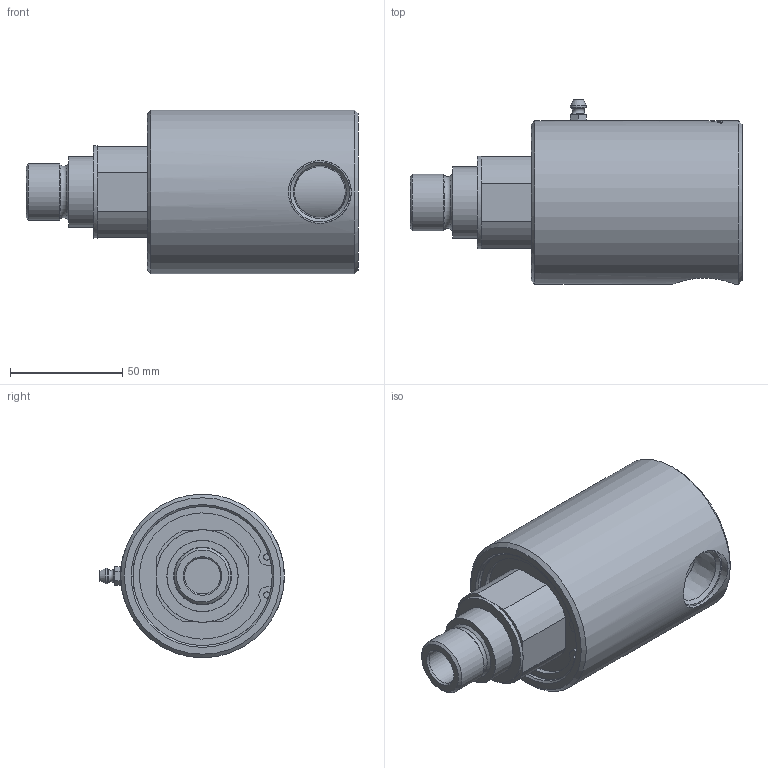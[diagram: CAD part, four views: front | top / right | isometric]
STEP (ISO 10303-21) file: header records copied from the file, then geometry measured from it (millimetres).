
FILE_DESCRIPTION(/* description */ (''),/* implementation_level */ '2;1');
FILE_NAME(/* name */ '250-094-017-IC.stp',/* time_stamp */ '2020-05-19T09:38:04-05:00',/* author */ ('GALINDOLM'),/* organization */ (''),/* preprocessor_version */ 'ST-DEVELOPER v18',/* originating_system */ 'Autodesk Inventor 2020',/* authorisation */ '');
FILE_SCHEMA (('AUTOMOTIVE_DESIGN { 1 0 10303 214 3 1 1 }'));
Products named in the file (1): 250-094-017-IC
Bounding box: 148.1 x 82.38 x 73 mm (x, y, z)
Volume: 418035.3 mm3; surface area: 43719 mm2
Topology: 1 solids, 3 shells, 373 faces, 980 edges, 655 vertices
Faces by surface type: bspline 166, plane 128, cylinder 57, cone 18, torus 4
Full cylindrical faces by diameter (mm): 2.794 x2, 5.359 x1, 6.325 x1, 16 x1, 22.631 x1, 25.356 x1, 28 x1, 29.85 x1, 30.2 x1, 31.7 x1, 31.8 x1, 41.3 x1, 62.1 x1, 66.9 x1, 73 x1
Entity records: 48782 total; most frequent: CARTESIAN_POINT 40033, ORIENTED_EDGE 1960, DIRECTION 1453, EDGE_CURVE 980, VERTEX_POINT 655, AXIS2_PLACEMENT_3D 534, EDGE_LOOP 417, LINE 385
